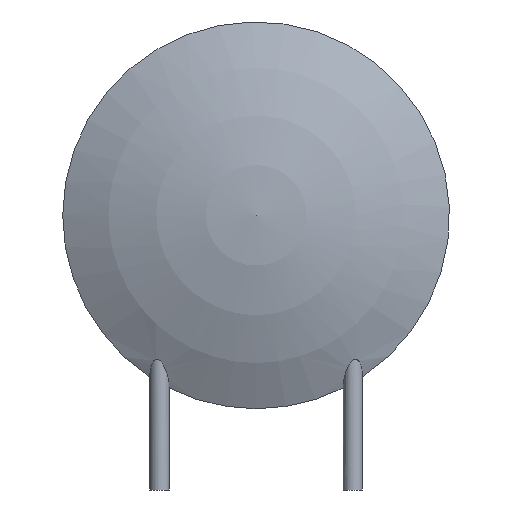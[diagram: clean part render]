
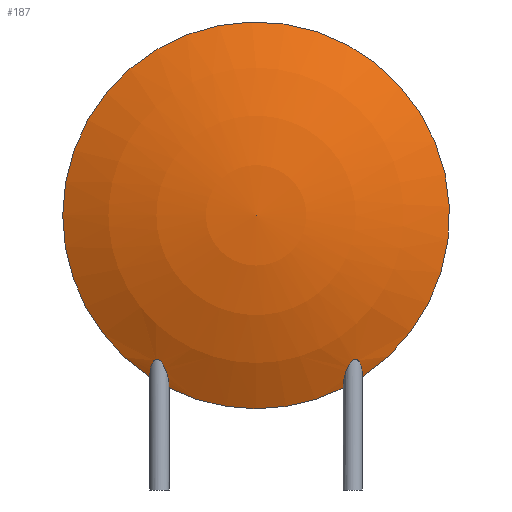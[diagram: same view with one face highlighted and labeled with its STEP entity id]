
A CAD part, front view. The second image highlights one B-rep face of the part: STEP entity #187.
In plain terms, the highlighted spherical face has radius 10.625 mm.
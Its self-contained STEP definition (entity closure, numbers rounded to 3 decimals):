
#51 = VERTEX_POINT('',#52);
#52 = CARTESIAN_POINT('',(-2.5,-0.25,1.358));
#58 = EDGE_CURVE('',#51,#59,#61,.T.);
#59 = VERTEX_POINT('',#60);
#60 = CARTESIAN_POINT('',(-2.25,0.,0.635));
#61 = B_SPLINE_CURVE_WITH_KNOTS('',8,(#62,#63,#64,#65,#66,#67,#68,#69,
#70,#71,#72,#73,#74,#75,#76,#77,#78,#79,#80,#81,#82,#83,#84),
.UNSPECIFIED.,.F.,.F.,(9,7,7,9),(0.,0.264,0.639,1.),
.UNSPECIFIED.);
#62 = CARTESIAN_POINT('',(-2.5,-0.25,1.358));
#63 = CARTESIAN_POINT('',(-2.48,-0.25,1.345
));
#64 = CARTESIAN_POINT('',(-2.462,-0.248,1.329
));
#65 = CARTESIAN_POINT('',(-2.446,-0.245,1.31
));
#66 = CARTESIAN_POINT('',(-2.43,-0.241,1.29
));
#67 = CARTESIAN_POINT('',(-2.416,-0.236,1.269
));
#68 = CARTESIAN_POINT('',(-2.402,-0.231,1.247
));
#69 = CARTESIAN_POINT('',(-2.39,-0.225,1.224)
);
#70 = CARTESIAN_POINT('',(-2.361,-0.209,1.167
));
#71 = CARTESIAN_POINT('',(-2.346,-0.199,1.133)
);
#72 = CARTESIAN_POINT('',(-2.332,-0.187,1.098)
);
#73 = CARTESIAN_POINT('',(-2.32,-0.175,1.062)
);
#74 = CARTESIAN_POINT('',(-2.309,-0.163,1.026
));
#75 = CARTESIAN_POINT('',(-2.298,-0.149,0.99)
);
#76 = CARTESIAN_POINT('',(-2.289,-0.136,0.953)
);
#77 = CARTESIAN_POINT('',(-2.274,-0.108,0.881)
);
#78 = CARTESIAN_POINT('',(-2.267,-0.093,
0.846));
#79 = CARTESIAN_POINT('',(-2.262,-0.079,
0.81));
#80 = CARTESIAN_POINT('',(-2.257,-0.064,
0.775));
#81 = CARTESIAN_POINT('',(-2.254,-0.048,
0.739));
#82 = CARTESIAN_POINT('',(-2.251,-0.033,
0.704));
#83 = CARTESIAN_POINT('',(-2.25,-0.016,0.669));
#84 = CARTESIAN_POINT('',(-2.25,0.,0.635));
#87 = VERTEX_POINT('',#88);
#88 = CARTESIAN_POINT('',(-2.75,0.,0.924));
#147 = EDGE_CURVE('',#87,#51,#148,.T.);
#148 = B_SPLINE_CURVE_WITH_KNOTS('',7,(#149,#150,#151,#152,#153,#154,
#155,#156,#157,#158,#159,#160,#161,#162,#163,#164,#165,#166,#167,
#168,#169,#170,#171,#172,#173,#174,#175,#176,#177,#178,#179,#180),
.UNSPECIFIED.,.F.,.F.,(8,6,6,6,6,8),(0.,0.215,0.393,
0.512,0.71,1.),.UNSPECIFIED.);
#149 = CARTESIAN_POINT('',(-2.75,0.,0.924));
#150 = CARTESIAN_POINT('',(-2.75,-0.009,0.944));
#151 = CARTESIAN_POINT('',(-2.75,-0.017,
0.963));
#152 = CARTESIAN_POINT('',(-2.749,-0.026,
0.983));
#153 = CARTESIAN_POINT('',(-2.748,-0.035,
1.002));
#154 = CARTESIAN_POINT('',(-2.746,-0.044,
1.022));
#155 = CARTESIAN_POINT('',(-2.744,-0.053,
1.042));
#156 = CARTESIAN_POINT('',(-2.74,-0.07,
1.078));
#157 = CARTESIAN_POINT('',(-2.738,-0.078,
1.095));
#158 = CARTESIAN_POINT('',(-2.735,-0.085,
1.111));
#159 = CARTESIAN_POINT('',(-2.732,-0.093,
1.128));
#160 = CARTESIAN_POINT('',(-2.729,-0.101,
1.144));
#161 = CARTESIAN_POINT('',(-2.725,-0.109,
1.16));
#162 = CARTESIAN_POINT('',(-2.718,-0.122,
1.187));
#163 = CARTESIAN_POINT('',(-2.716,-0.127,1.197
));
#164 = CARTESIAN_POINT('',(-2.712,-0.132,1.208
));
#165 = CARTESIAN_POINT('',(-2.709,-0.137,1.218
));
#166 = CARTESIAN_POINT('',(-2.706,-0.143,
1.229));
#167 = CARTESIAN_POINT('',(-2.702,-0.148,
1.239));
#168 = CARTESIAN_POINT('',(-2.691,-0.162,
1.266));
#169 = CARTESIAN_POINT('',(-2.683,-0.171,
1.283));
#170 = CARTESIAN_POINT('',(-2.675,-0.179,
1.299));
#171 = CARTESIAN_POINT('',(-2.666,-0.188,
1.314));
#172 = CARTESIAN_POINT('',(-2.655,-0.197,
1.329));
#173 = CARTESIAN_POINT('',(-2.643,-0.206,
1.343));
#174 = CARTESIAN_POINT('',(-2.609,-0.226,
1.371));
#175 = CARTESIAN_POINT('',(-2.588,-0.236,1.382
));
#176 = CARTESIAN_POINT('',(-2.567,-0.243,
1.385));
#177 = CARTESIAN_POINT('',(-2.547,-0.247,
1.382));
#178 = CARTESIAN_POINT('',(-2.53,-0.249,
1.376));
#179 = CARTESIAN_POINT('',(-2.514,-0.25,1.368
));
#180 = CARTESIAN_POINT('',(-2.5,-0.25,1.358));
#187 = ADVANCED_FACE('',(#188),#288,.T.);
#188 = FACE_BOUND('',#189,.T.);
#189 = EDGE_LOOP('',(#190,#201,#208,#209,#210,#219,#280,#287));
#190 = ORIENTED_EDGE('',*,*,#191,.F.);
#191 = EDGE_CURVE('',#192,#194,#196,.T.);
#192 = VERTEX_POINT('',#193);
#193 = CARTESIAN_POINT('',(-5.,0.,5.1));
#194 = VERTEX_POINT('',#195);
#195 = CARTESIAN_POINT('',(0.,-1.25,5.1));
#196 = CIRCLE('',#197,10.625);
#197 = AXIS2_PLACEMENT_3D('',#198,#199,#200);
#198 = CARTESIAN_POINT('',(0.,9.375,5.1));
#199 = DIRECTION('',(0.,0.,1.));
#200 = DIRECTION('',(-0.471,-0.882,0.));
#201 = ORIENTED_EDGE('',*,*,#202,.T.);
#202 = EDGE_CURVE('',#192,#87,#203,.T.);
#203 = CIRCLE('',#204,5.);
#204 = AXIS2_PLACEMENT_3D('',#205,#206,#207);
#205 = CARTESIAN_POINT('',(0.,0.,5.1));
#206 = DIRECTION('',(0.,-1.,0.));
#207 = DIRECTION('',(-1.,0.,0.));
#208 = ORIENTED_EDGE('',*,*,#147,.T.);
#209 = ORIENTED_EDGE('',*,*,#58,.T.);
#210 = ORIENTED_EDGE('',*,*,#211,.T.);
#211 = EDGE_CURVE('',#59,#212,#214,.T.);
#212 = VERTEX_POINT('',#213);
#213 = CARTESIAN_POINT('',(2.25,0.,0.635));
#214 = CIRCLE('',#215,5.);
#215 = AXIS2_PLACEMENT_3D('',#216,#217,#218);
#216 = CARTESIAN_POINT('',(0.,0.,5.1));
#217 = DIRECTION('',(0.,-1.,0.));
#218 = DIRECTION('',(-1.,0.,0.));
#219 = ORIENTED_EDGE('',*,*,#220,.T.);
#220 = EDGE_CURVE('',#212,#221,#223,.T.);
#221 = VERTEX_POINT('',#222);
#222 = CARTESIAN_POINT('',(2.75,0.,0.924));
#223 = B_SPLINE_CURVE_WITH_KNOTS('',7,(#224,#225,#226,#227,#228,#229,
#230,#231,#232,#233,#234,#235,#236,#237,#238,#239,#240,#241,#242,
#243,#244,#245,#246,#247,#248,#249,#250,#251,#252,#253,#254,#255,
#256,#257,#258,#259,#260,#261,#262,#263,#264,#265,#266,#267,#268,
#269,#270,#271,#272,#273,#274,#275,#276,#277,#278,#279),
.UNSPECIFIED.,.F.,.F.,(8,6,6,6,6,6,6,6,6,8),(0.,0.173,
0.341,0.418,0.476,0.573,
0.666,0.752,0.874,1.),.UNSPECIFIED.);
#224 = CARTESIAN_POINT('',(2.25,0.,0.635));
#225 = CARTESIAN_POINT('',(2.25,-0.015,0.665));
#226 = CARTESIAN_POINT('',(2.251,-0.029,
0.696));
#227 = CARTESIAN_POINT('',(2.253,-0.043,
0.727));
#228 = CARTESIAN_POINT('',(2.256,-0.057,
0.759));
#229 = CARTESIAN_POINT('',(2.259,-0.07,
0.79));
#230 = CARTESIAN_POINT('',(2.264,-0.084,
0.822));
#231 = CARTESIAN_POINT('',(2.275,-0.109,0.885)
);
#232 = CARTESIAN_POINT('',(2.281,-0.122,0.917)
);
#233 = CARTESIAN_POINT('',(2.288,-0.134,0.948)
);
#234 = CARTESIAN_POINT('',(2.296,-0.146,0.98
));
#235 = CARTESIAN_POINT('',(2.305,-0.157,1.011
));
#236 = CARTESIAN_POINT('',(2.315,-0.168,1.043
));
#237 = CARTESIAN_POINT('',(2.331,-0.184,1.09
));
#238 = CARTESIAN_POINT('',(2.336,-0.189,1.105
));
#239 = CARTESIAN_POINT('',(2.342,-0.194,1.119
));
#240 = CARTESIAN_POINT('',(2.347,-0.198,1.134)
);
#241 = CARTESIAN_POINT('',(2.353,-0.203,1.148)
);
#242 = CARTESIAN_POINT('',(2.36,-0.207,1.162)
);
#243 = CARTESIAN_POINT('',(2.371,-0.214,1.187)
);
#244 = CARTESIAN_POINT('',(2.377,-0.218,1.198
));
#245 = CARTESIAN_POINT('',(2.382,-0.22,1.208
));
#246 = CARTESIAN_POINT('',(2.387,-0.223,1.219
));
#247 = CARTESIAN_POINT('',(2.393,-0.226,1.229
));
#248 = CARTESIAN_POINT('',(2.399,-0.229,1.239
));
#249 = CARTESIAN_POINT('',(2.415,-0.235,1.267
));
#250 = CARTESIAN_POINT('',(2.426,-0.239,1.283
));
#251 = CARTESIAN_POINT('',(2.438,-0.243,1.299
));
#252 = CARTESIAN_POINT('',(2.45,-0.246,1.315
));
#253 = CARTESIAN_POINT('',(2.464,-0.248,1.329
));
#254 = CARTESIAN_POINT('',(2.479,-0.25,1.343
));
#255 = CARTESIAN_POINT('',(2.51,-0.25,1.366
));
#256 = CARTESIAN_POINT('',(2.528,-0.25,1.376
));
#257 = CARTESIAN_POINT('',(2.548,-0.247,1.383)
);
#258 = CARTESIAN_POINT('',(2.569,-0.242,1.385
));
#259 = CARTESIAN_POINT('',(2.589,-0.235,1.381)
);
#260 = CARTESIAN_POINT('',(2.607,-0.227,1.371)
);
#261 = CARTESIAN_POINT('',(2.636,-0.21,1.35
));
#262 = CARTESIAN_POINT('',(2.648,-0.202,1.338
));
#263 = CARTESIAN_POINT('',(2.659,-0.194,1.324)
);
#264 = CARTESIAN_POINT('',(2.668,-0.186,1.31
));
#265 = CARTESIAN_POINT('',(2.677,-0.177,1.295
));
#266 = CARTESIAN_POINT('',(2.684,-0.169,1.28
));
#267 = CARTESIAN_POINT('',(2.701,-0.15,1.243
));
#268 = CARTESIAN_POINT('',(2.709,-0.138,1.22
));
#269 = CARTESIAN_POINT('',(2.716,-0.127,1.197
));
#270 = CARTESIAN_POINT('',(2.723,-0.115,1.173
));
#271 = CARTESIAN_POINT('',(2.728,-0.104,1.15
));
#272 = CARTESIAN_POINT('',(2.733,-0.092,
1.126));
#273 = CARTESIAN_POINT('',(2.741,-0.069,
1.077));
#274 = CARTESIAN_POINT('',(2.744,-0.058,
1.052));
#275 = CARTESIAN_POINT('',(2.746,-0.046,
1.026));
#276 = CARTESIAN_POINT('',(2.748,-0.034,
1.001));
#277 = CARTESIAN_POINT('',(2.749,-0.023,
0.975));
#278 = CARTESIAN_POINT('',(2.75,-0.011,0.95));
#279 = CARTESIAN_POINT('',(2.75,0.,0.924));
#280 = ORIENTED_EDGE('',*,*,#281,.T.);
#281 = EDGE_CURVE('',#221,#192,#282,.T.);
#282 = CIRCLE('',#283,5.);
#283 = AXIS2_PLACEMENT_3D('',#284,#285,#286);
#284 = CARTESIAN_POINT('',(0.,0.,5.1));
#285 = DIRECTION('',(0.,-1.,0.));
#286 = DIRECTION('',(-1.,0.,0.));
#287 = ORIENTED_EDGE('',*,*,#191,.T.);
#288 = SPHERICAL_SURFACE('',#289,10.625);
#289 = AXIS2_PLACEMENT_3D('',#290,#291,#292);
#290 = CARTESIAN_POINT('',(0.,9.375,5.1));
#291 = DIRECTION('',(0.,-1.,0.));
#292 = DIRECTION('',(-1.,0.,0.));
